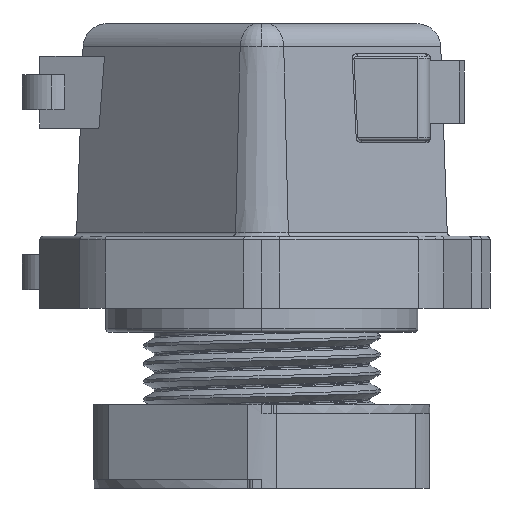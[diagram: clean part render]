
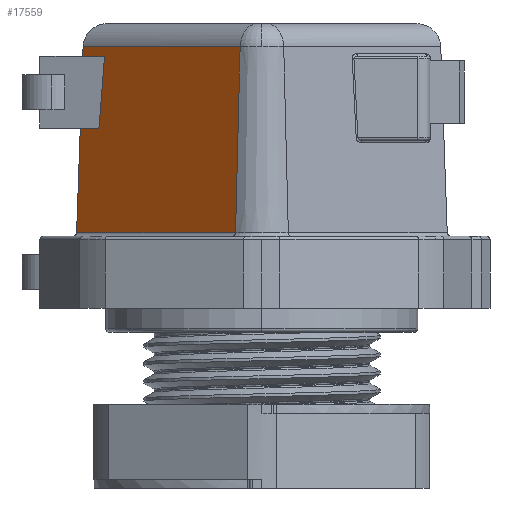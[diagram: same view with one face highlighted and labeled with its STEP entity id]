
A CAD part, left-side view. The second image highlights one B-rep face of the part: STEP entity #17559.
In plain terms, the highlighted planar face has unit normal (-0.707, 0.707, 0.035).
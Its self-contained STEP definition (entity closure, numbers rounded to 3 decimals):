
#222 = VERTEX_POINT ( 'NONE', #23832 ) ;
#230 = EDGE_CURVE ( 'NONE', #19329, #17277, #19291, .T. ) ;
#812 = CARTESIAN_POINT ( 'NONE',  ( -1.611, 14.829, 23.7 ) ) ;
#905 = DIRECTION ( 'NONE',  ( 0.707, 0.707, 0. ) ) ;
#1006 = CARTESIAN_POINT ( 'NONE',  ( -3.291, 13.579, 15. ) ) ;
#1037 = ORIENTED_EDGE ( 'NONE', *, *, #7941, .T. ) ;
#2052 = CARTESIAN_POINT ( 'NONE',  ( -14.672, 1.768, 23.7 ) ) ;
#2138 = CARTESIAN_POINT ( 'NONE',  ( -3.531, 12.919, 23.497 ) ) ;
#2153 = ORIENTED_EDGE ( 'NONE', *, *, #230, .T. ) ;
#2237 = VECTOR ( 'NONE', #23241, 1000. ) ;
#2613 = CARTESIAN_POINT ( 'NONE',  ( -1.826, 15.044, 15. ) ) ;
#2636 = CARTESIAN_POINT ( 'NONE',  ( -3.461, 13.113, 21. ) ) ;
#4002 = DIRECTION ( 'NONE',  ( -0.028, -0.077, 0.997 ) ) ;
#4338 = LINE ( 'NONE', #2052, #23675 ) ;
#4506 = PLANE ( 'NONE',  #16563 ) ;
#4890 = VECTOR ( 'NONE', #14423, 1000. ) ;
#5176 = VECTOR ( 'NONE', #905, 1000. ) ;
#5342 = VERTEX_POINT ( 'NONE', #2636 ) ;
#5379 = ORIENTED_EDGE ( 'NONE', *, *, #22101, .T. ) ;
#7562 = VECTOR ( 'NONE', #9211, 1000. ) ;
#7941 = EDGE_CURVE ( 'NONE', #19175, #5342, #10157, .T. ) ;
#8154 = LINE ( 'NONE', #22333, #7562 ) ;
#8355 = DIRECTION ( 'NONE',  ( -0.707, -0.707, 0. ) ) ;
#8576 = ORIENTED_EDGE ( 'NONE', *, *, #11890, .T. ) ;
#8624 = DIRECTION ( 'NONE',  ( -0.707, -0.707, 0. ) ) ;
#9211 = DIRECTION ( 'NONE',  ( -0.707, -0.707, 0. ) ) ;
#10157 = LINE ( 'NONE', #21747, #20155 ) ;
#11193 = VERTEX_POINT ( 'NONE', #18110 ) ;
#11200 = FACE_OUTER_BOUND ( 'NONE', #19461, .T. ) ;
#11890 = EDGE_CURVE ( 'NONE', #222, #11193, #15188, .T. ) ;
#12126 = ORIENTED_EDGE ( 'NONE', *, *, #23666, .F. ) ;
#13104 = CARTESIAN_POINT ( 'NONE',  ( -1.611, 14.829, 23.7 ) ) ;
#13903 = ORIENTED_EDGE ( 'NONE', *, *, #21043, .F. ) ;
#14423 = DIRECTION ( 'NONE',  ( -0.014, 0.035, -0.999 ) ) ;
#15015 = DIRECTION ( 'NONE',  ( -0.014, 0.035, -0.999 ) ) ;
#15188 = LINE ( 'NONE', #19779, #5176 ) ;
#16222 = CARTESIAN_POINT ( 'NONE',  ( -1.611, 14.829, 23.7 ) ) ;
#16563 = AXIS2_PLACEMENT_3D ( 'NONE', #812, #19615, #8355 ) ;
#17277 = VERTEX_POINT ( 'NONE', #22232 ) ;
#17559 = ADVANCED_FACE ( 'NONE', ( #11200 ), #4506, .T. ) ;
#17806 = LINE ( 'NONE', #2613, #2237 ) ;
#18110 = CARTESIAN_POINT ( 'NONE',  ( -1.639, 14.896, 21.77 ) ) ;
#18198 = VERTEX_POINT ( 'NONE', #21741 ) ;
#18702 = LINE ( 'NONE', #13104, #23618 ) ;
#18800 = CARTESIAN_POINT ( 'NONE',  ( -1.65, 14.923, 21. ) ) ;
#18927 = DIRECTION ( 'NONE',  ( 0.025, -0.025, 0.999 ) ) ;
#19117 = CARTESIAN_POINT ( 'NONE',  ( -1.737, 15.133, 15. ) ) ;
#19175 = VERTEX_POINT ( 'NONE', #18800 ) ;
#19176 = LINE ( 'NONE', #2138, #23511 ) ;
#19291 = LINE ( 'NONE', #16222, #4890 ) ;
#19329 = VERTEX_POINT ( 'NONE', #19117 ) ;
#19340 = EDGE_CURVE ( 'NONE', #18198, #222, #4338, .T. ) ;
#19461 = EDGE_LOOP ( 'NONE', ( #2153, #23804, #21195, #8576, #5379, #1037, #12126, #13903 ) ) ;
#19467 = EDGE_CURVE ( 'NONE', #17277, #18198, #8154, .T. ) ;
#19615 = DIRECTION ( 'NONE',  ( -0.707, 0.707, 0.035 ) ) ;
#19779 = CARTESIAN_POINT ( 'NONE',  ( -1.659, 14.877, 21.77 ) ) ;
#20155 = VECTOR ( 'NONE', #8624, 1000. ) ;
#21043 = EDGE_CURVE ( 'NONE', #19329, #22533, #17806, .T. ) ;
#21195 = ORIENTED_EDGE ( 'NONE', *, *, #19340, .T. ) ;
#21741 = CARTESIAN_POINT ( 'NONE',  ( -15.102, 2.198, 6.29 ) ) ;
#21747 = CARTESIAN_POINT ( 'NONE',  ( -1.678, 14.896, 21. ) ) ;
#22101 = EDGE_CURVE ( 'NONE', #11193, #19175, #18702, .T. ) ;
#22232 = CARTESIAN_POINT ( 'NONE',  ( -1.863, 15.437, 6.29 ) ) ;
#22333 = CARTESIAN_POINT ( 'NONE',  ( -2.041, 15.259, 6.29 ) ) ;
#22533 = VERTEX_POINT ( 'NONE', #1006 ) ;
#23241 = DIRECTION ( 'NONE',  ( -0.707, -0.707, 0. ) ) ;
#23511 = VECTOR ( 'NONE', #4002, 1000. ) ;
#23618 = VECTOR ( 'NONE', #15015, 1000. ) ;
#23666 = EDGE_CURVE ( 'NONE', #22533, #5342, #19176, .T. ) ;
#23675 = VECTOR ( 'NONE', #18927, 1000. ) ;
#23804 = ORIENTED_EDGE ( 'NONE', *, *, #19467, .T. ) ;
#23832 = CARTESIAN_POINT ( 'NONE',  ( -14.72, 1.815, 21.77 ) ) ;
